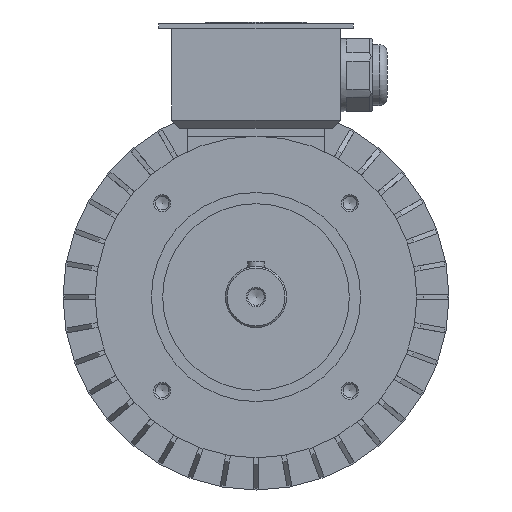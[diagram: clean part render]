
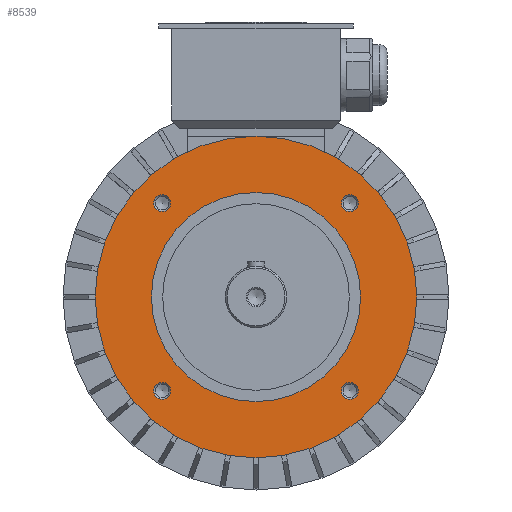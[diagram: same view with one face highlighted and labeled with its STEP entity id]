
A CAD part, front view. The second image highlights one B-rep face of the part: STEP entity #8539.
In plain terms, the highlighted planar face has unit normal (0, -1, 0).
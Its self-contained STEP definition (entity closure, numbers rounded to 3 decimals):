
#228=CIRCLE('',#8739,5.188);
#232=CIRCLE('',#8747,5.188);
#236=CIRCLE('',#8755,5.188);
#392=CIRCLE('',#9088,100.);
#394=CIRCLE('',#9091,5.188);
#395=CIRCLE('',#9092,65.);
#1334=ORIENTED_EDGE('',*,*,#2283,.T.);
#1335=ORIENTED_EDGE('',*,*,#2287,.T.);
#1336=ORIENTED_EDGE('',*,*,#2291,.T.);
#1337=ORIENTED_EDGE('',*,*,#2927,.T.);
#1338=ORIENTED_EDGE('',*,*,#2928,.T.);
#1339=ORIENTED_EDGE('',*,*,#2925,.F.);
#2283=EDGE_CURVE('',#3179,#3179,#228,.T.);
#2287=EDGE_CURVE('',#3184,#3184,#232,.T.);
#2291=EDGE_CURVE('',#3189,#3189,#236,.T.);
#2925=EDGE_CURVE('',#3644,#3644,#392,.T.);
#2927=EDGE_CURVE('',#3646,#3646,#394,.T.);
#2928=EDGE_CURVE('',#3647,#3647,#395,.T.);
#3179=VERTEX_POINT('',#11199);
#3184=VERTEX_POINT('',#11212);
#3189=VERTEX_POINT('',#11225);
#3644=VERTEX_POINT('',#12653);
#3646=VERTEX_POINT('',#12658);
#3647=VERTEX_POINT('',#12660);
#5082=EDGE_LOOP('',(#1334));
#5083=EDGE_LOOP('',(#1335));
#5084=EDGE_LOOP('',(#1336));
#5085=EDGE_LOOP('',(#1337));
#5086=EDGE_LOOP('',(#1338));
#5087=EDGE_LOOP('',(#1339));
#5486=FACE_BOUND('',#5082,.T.);
#5487=FACE_BOUND('',#5083,.T.);
#5488=FACE_BOUND('',#5084,.T.);
#5489=FACE_BOUND('',#5085,.T.);
#5490=FACE_BOUND('',#5086,.T.);
#5491=FACE_BOUND('',#5087,.T.);
#5820=PLANE('',#9090);
#8539=ADVANCED_FACE('',(#5486,#5487,#5488,#5489,#5490,#5491),#5820,.F.);
#8739=AXIS2_PLACEMENT_3D('',#11198,#9387,#9388);
#8747=AXIS2_PLACEMENT_3D('',#11211,#9403,#9404);
#8755=AXIS2_PLACEMENT_3D('',#11224,#9419,#9420);
#9088=AXIS2_PLACEMENT_3D('',#12652,#10477,#10478);
#9090=AXIS2_PLACEMENT_3D('',#12656,#10481,#10482);
#9091=AXIS2_PLACEMENT_3D('',#12657,#10483,#10484);
#9092=AXIS2_PLACEMENT_3D('',#12659,#10485,#10486);
#9387=DIRECTION('',(0.,1.,0.));
#9388=DIRECTION('',(0.,0.,1.));
#9403=DIRECTION('',(0.,1.,0.));
#9404=DIRECTION('',(-1.,0.,0.));
#9419=DIRECTION('',(0.,1.,0.));
#9420=DIRECTION('',(0.,0.,-1.));
#10477=DIRECTION('',(0.,1.,0.));
#10478=DIRECTION('',(1.,0.,0.));
#10481=DIRECTION('',(0.,1.,0.));
#10482=DIRECTION('',(0.,0.,1.));
#10483=DIRECTION('',(0.,1.,0.));
#10484=DIRECTION('',(1.,0.,0.));
#10485=DIRECTION('',(0.,1.,0.));
#10486=DIRECTION('',(1.,0.,0.));
#11198=CARTESIAN_POINT('',(-58.336,-41.,-58.336));
#11199=CARTESIAN_POINT('',(-58.336,-41.,-53.148));
#11211=CARTESIAN_POINT('',(58.336,-41.,-58.336));
#11212=CARTESIAN_POINT('',(53.148,-41.,-58.336));
#11224=CARTESIAN_POINT('',(58.336,-41.,58.336));
#11225=CARTESIAN_POINT('',(58.336,-41.,53.148));
#12652=CARTESIAN_POINT('',(0.,-41.,0.));
#12653=CARTESIAN_POINT('',(100.,-41.,0.));
#12656=CARTESIAN_POINT('',(0.,-41.,0.));
#12657=CARTESIAN_POINT('',(-58.336,-41.,58.336));
#12658=CARTESIAN_POINT('',(-53.148,-41.,58.336));
#12659=CARTESIAN_POINT('',(0.,-41.,0.));
#12660=CARTESIAN_POINT('',(65.,-41.,0.));
